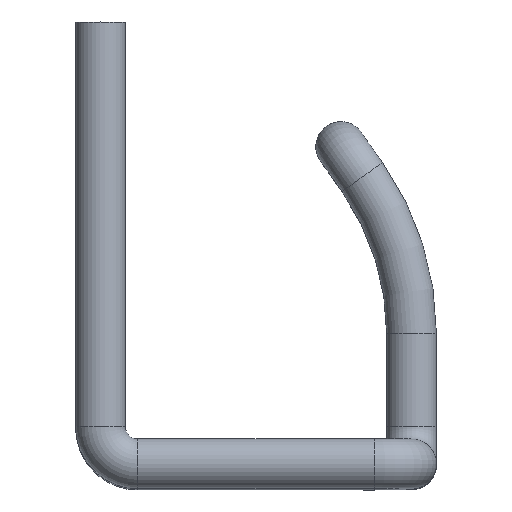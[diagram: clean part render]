
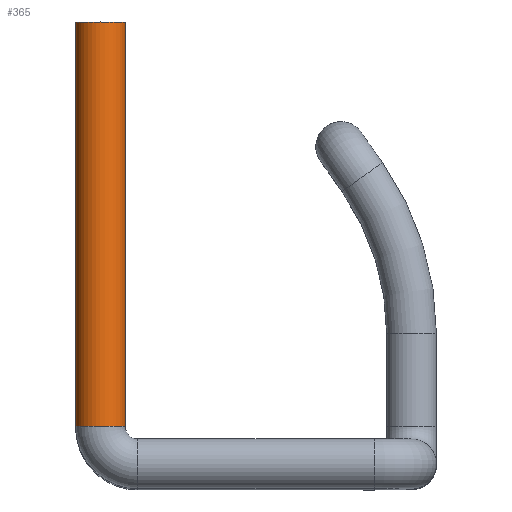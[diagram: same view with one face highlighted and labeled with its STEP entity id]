
A CAD part, top view. The second image highlights one B-rep face of the part: STEP entity #365.
In plain terms, the highlighted cylindrical face has radius 0.4 mm (diameter 0.8 mm), a full revolution.
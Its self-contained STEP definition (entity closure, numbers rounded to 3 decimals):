
#36=FACE_OUTER_BOUND('',#58,.T.);
#58=EDGE_LOOP('',(#284,#285,#286,#287));
#75=LINE('',#677,#85);
#85=VECTOR('',#542,0.4);
#113=CIRCLE('',#432,0.4);
#114=CIRCLE('',#434,0.4);
#155=VERTEX_POINT('',#672);
#156=VERTEX_POINT('',#676);
#201=EDGE_CURVE('',#155,#155,#113,.T.);
#202=EDGE_CURVE('',#155,#156,#75,.T.);
#203=EDGE_CURVE('',#156,#156,#114,.T.);
#284=ORIENTED_EDGE('',*,*,#201,.T.);
#285=ORIENTED_EDGE('',*,*,#202,.T.);
#286=ORIENTED_EDGE('',*,*,#203,.T.);
#287=ORIENTED_EDGE('',*,*,#202,.F.);
#350=CYLINDRICAL_SURFACE('',#433,0.4);
#365=ADVANCED_FACE('',(#36),#350,.T.);
#432=AXIS2_PLACEMENT_3D('',#674,#538,#539);
#433=AXIS2_PLACEMENT_3D('',#675,#540,#541);
#434=AXIS2_PLACEMENT_3D('',#678,#543,#544);
#538=DIRECTION('center_axis',(0.,1.,0.));
#539=DIRECTION('ref_axis',(-1.,0.,0.));
#540=DIRECTION('center_axis',(0.,1.,0.));
#541=DIRECTION('ref_axis',(-1.,0.,0.));
#542=DIRECTION('',(0.,1.,0.));
#543=DIRECTION('center_axis',(0.,-1.,0.));
#544=DIRECTION('ref_axis',(-1.,0.,0.));
#672=CARTESIAN_POINT('',(-1.755,7.323,10.394));
#674=CARTESIAN_POINT('Origin',(-2.155,7.323,10.394));
#675=CARTESIAN_POINT('Origin',(-2.155,13.723,10.394));
#676=CARTESIAN_POINT('',(-1.755,13.823,10.394));
#677=CARTESIAN_POINT('',(-1.755,13.723,10.394));
#678=CARTESIAN_POINT('Origin',(-2.155,13.823,10.394));
